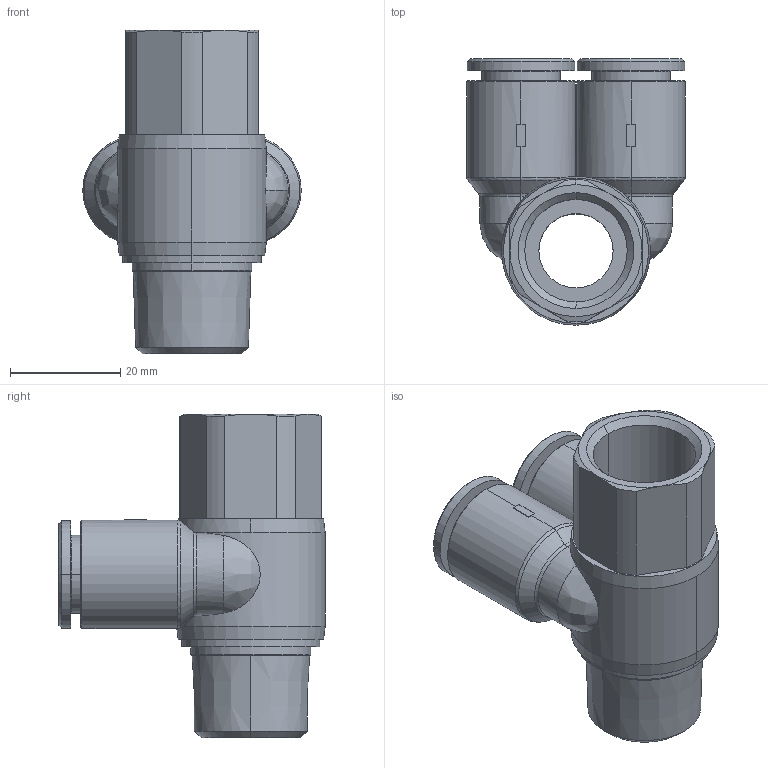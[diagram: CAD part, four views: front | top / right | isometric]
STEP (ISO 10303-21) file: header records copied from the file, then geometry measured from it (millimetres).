
FILE_DESCRIPTION (( 'STEP AP214' ), '1' );
FILE_NAME ('PAF12-04.STEP', '2015-11-03T11:05:09', ( '' ), ( '' ), 'SwSTEP 2.0', 'SolidWorks 2015', '' );
FILE_SCHEMA (( 'AUTOMOTIVE_DESIGN' ));
Length unit declared in the file: millimetre
Products named in the file (2): ｦ+ﾃｦ1; PAF12-04
Assembly tree (1 placements, depth 2):
  PAF12-04
    ｦ+ﾃｦ1
Bounding box: 39.7 x 48.4 x 58.8 mm (x, y, z)
Volume: 27199.2 mm3; surface area: 13511.1 mm2
Topology: 1 solids, 1 shells, 808 faces, 2281 edges, 1506 vertices
Faces by surface type: plane 698, cone 43, cylinder 42, bspline 19, torus 6
Entity records: 27248 total; most frequent: CARTESIAN_POINT 5213, ORIENTED_EDGE 4562, DIRECTION 3962, EDGE_CURVE 2281, VECTOR 2052, LINE 2052, VERTEX_POINT 1506, AXIS2_PLACEMENT_3D 955
